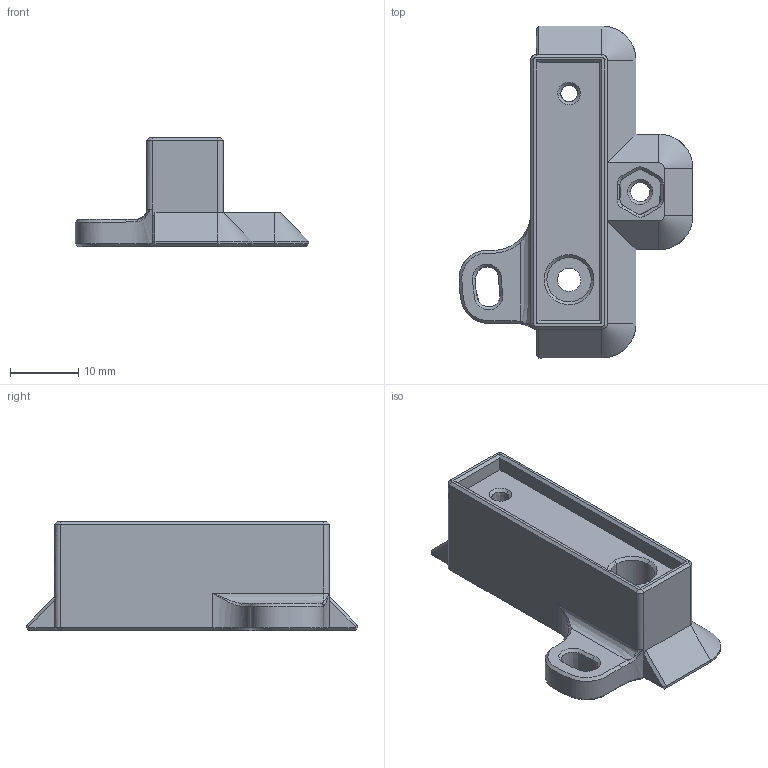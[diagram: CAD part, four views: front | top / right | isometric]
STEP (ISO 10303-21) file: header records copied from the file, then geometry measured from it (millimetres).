
FILE_DESCRIPTION(/* description */ (''),/* implementation_level */ '2;1');
FILE_NAME(/* name */ 'BRUSHB~1',/* time_stamp */ '2025-01-28T19:38:56+01:00',/* author */ (''),/* organization */ (''),/* preprocessor_version */ 'ST-DEVELOPER v15',/* originating_system */ '',/* authorisation */ '');
FILE_SCHEMA (('AUTOMOTIVE_DESIGN'));
Length unit declared in the file: millimetre
Products named in the file (1): Document
Bounding box: 34.24 x 48.6 x 16 mm (x, y, z)
Volume: 7455.6 mm3; surface area: 4092.4 mm2
Topology: 1 solids, 1 shells, 152 faces, 368 edges, 217 vertices
Faces by surface type: bspline 104, plane 48
Entity records: 5955 total; most frequent: CARTESIAN_POINT 3639, ORIENTED_EDGE 728, EDGE_CURVE 364, B_SPLINE_CURVE_WITH_KNOTS 286, VERTEX_POINT 217, EDGE_LOOP 163, ADVANCED_FACE 152, FACE_OUTER_BOUND 152
